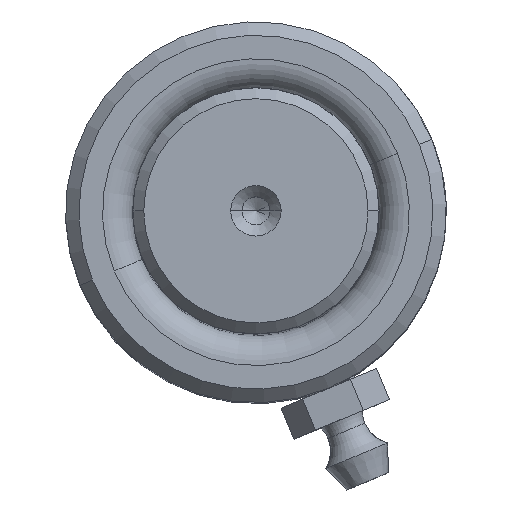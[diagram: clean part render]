
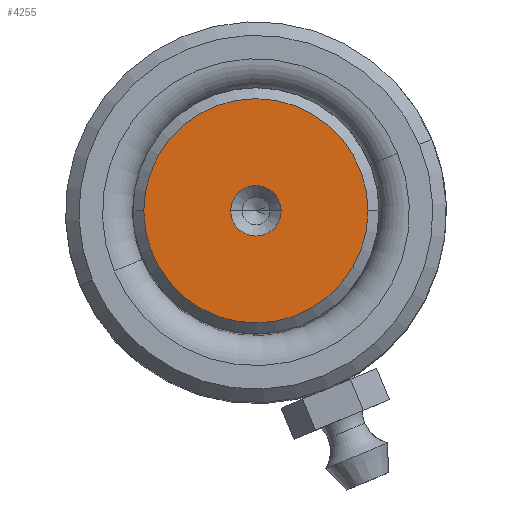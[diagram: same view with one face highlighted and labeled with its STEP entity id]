
A CAD part, top view. The second image highlights one B-rep face of the part: STEP entity #4255.
In plain terms, the highlighted planar face has unit normal (0, 0, 1).
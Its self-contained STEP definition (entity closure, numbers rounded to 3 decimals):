
#8 = DIRECTION ( 'NONE',  ( 0., 0., 1. ) ) ;
#139 = EDGE_LOOP ( 'NONE', ( #7077, #3428 ) ) ;
#334 = VERTEX_POINT ( 'NONE', #1229 ) ;
#410 = DIRECTION ( 'NONE',  ( 0., 0., 1. ) ) ;
#456 = ORIENTED_EDGE ( 'NONE', *, *, #2060, .F. ) ;
#1005 = VERTEX_POINT ( 'NONE', #6293 ) ;
#1229 = CARTESIAN_POINT ( 'NONE',  ( 2.25, 0., 130. ) ) ;
#1628 = DIRECTION ( 'NONE',  ( 1., 0., 0. ) ) ;
#1920 = AXIS2_PLACEMENT_3D ( 'NONE', #5520, #4403, #2124 ) ;
#2060 = EDGE_CURVE ( 'NONE', #334, #1005, #4023, .T. ) ;
#2074 = AXIS2_PLACEMENT_3D ( 'NONE', #7170, #410, #1628 ) ;
#2124 = DIRECTION ( 'NONE',  ( 1., 0., 0. ) ) ;
#2559 = CARTESIAN_POINT ( 'NONE',  ( 10.009, 0., 130. ) ) ;
#2782 = DIRECTION ( 'NONE',  ( 0., 0., 1. ) ) ;
#3284 = PLANE ( 'NONE',  #1920 ) ;
#3338 = ORIENTED_EDGE ( 'NONE', *, *, #3683, .F. ) ;
#3341 = AXIS2_PLACEMENT_3D ( 'NONE', #7298, #4991, #7249 ) ;
#3428 = ORIENTED_EDGE ( 'NONE', *, *, #6733, .T. ) ;
#3665 = FACE_BOUND ( 'NONE', #7241, .T. ) ;
#3683 = EDGE_CURVE ( 'NONE', #1005, #334, #4285, .T. ) ;
#3749 = CARTESIAN_POINT ( 'NONE',  ( -10.009, 0., 130. ) ) ;
#4023 = CIRCLE ( 'NONE', #5263, 2.25 ) ;
#4255 = ADVANCED_FACE ( 'NONE', ( #3665, #5433 ), #3284, .T. ) ;
#4285 = CIRCLE ( 'NONE', #3341, 2.25 ) ;
#4403 = DIRECTION ( 'NONE',  ( 0., 0., 1. ) ) ;
#4991 = DIRECTION ( 'NONE',  ( 0., 0., 1. ) ) ;
#5263 = AXIS2_PLACEMENT_3D ( 'NONE', #6663, #2782, #5532 ) ;
#5397 = AXIS2_PLACEMENT_3D ( 'NONE', #6304, #8, #6871 ) ;
#5433 = FACE_OUTER_BOUND ( 'NONE', #139, .T. ) ;
#5520 = CARTESIAN_POINT ( 'NONE',  ( 0., 0., 130. ) ) ;
#5532 = DIRECTION ( 'NONE',  ( 1., 0., 0. ) ) ;
#6293 = CARTESIAN_POINT ( 'NONE',  ( -2.25, 0., 130. ) ) ;
#6304 = CARTESIAN_POINT ( 'NONE',  ( 0., 0., 130. ) ) ;
#6565 = VERTEX_POINT ( 'NONE', #3749 ) ;
#6634 = VERTEX_POINT ( 'NONE', #2559 ) ;
#6663 = CARTESIAN_POINT ( 'NONE',  ( 0., 0., 130. ) ) ;
#6733 = EDGE_CURVE ( 'NONE', #6634, #6565, #6960, .T. ) ;
#6871 = DIRECTION ( 'NONE',  ( 1., 0., 0. ) ) ;
#6960 = CIRCLE ( 'NONE', #2074, 10.009 ) ;
#7077 = ORIENTED_EDGE ( 'NONE', *, *, #7369, .T. ) ;
#7170 = CARTESIAN_POINT ( 'NONE',  ( 0., 0., 130. ) ) ;
#7241 = EDGE_LOOP ( 'NONE', ( #456, #3338 ) ) ;
#7249 = DIRECTION ( 'NONE',  ( 1., 0., 0. ) ) ;
#7298 = CARTESIAN_POINT ( 'NONE',  ( 0., 0., 130. ) ) ;
#7306 = CIRCLE ( 'NONE', #5397, 10.009 ) ;
#7369 = EDGE_CURVE ( 'NONE', #6565, #6634, #7306, .T. ) ;
